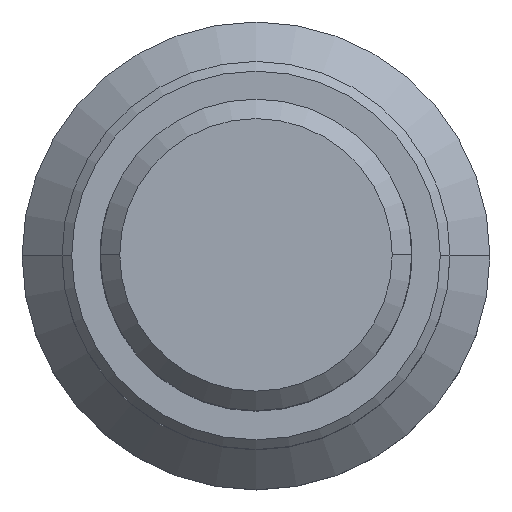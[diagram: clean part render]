
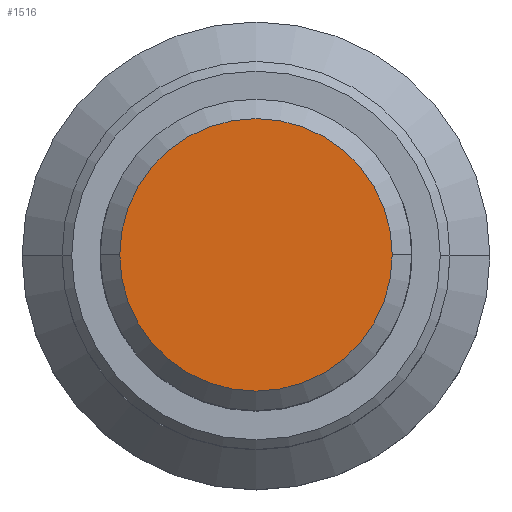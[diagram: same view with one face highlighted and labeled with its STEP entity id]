
A CAD part, top view. The second image highlights one B-rep face of the part: STEP entity #1516.
In plain terms, the highlighted planar face has unit normal (0, 0, 1).
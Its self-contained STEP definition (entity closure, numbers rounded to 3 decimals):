
#13 = AXIS2_PLACEMENT_3D ( 'NONE', #1090, #500, #541 ) ;
#15 = DIRECTION ( 'NONE',  ( 0., 0., 1. ) ) ;
#152 = DIRECTION ( 'NONE',  ( 1., 0., 0. ) ) ;
#250 = VERTEX_POINT ( 'NONE', #812 ) ;
#307 = EDGE_LOOP ( 'NONE', ( #1832, #1656 ) ) ;
#356 = DIRECTION ( 'NONE',  ( 0., 0., 1. ) ) ;
#412 = AXIS2_PLACEMENT_3D ( 'NONE', #1823, #356, #2139 ) ;
#500 = DIRECTION ( 'NONE',  ( 0., 0., 1. ) ) ;
#541 = DIRECTION ( 'NONE',  ( 1., 0., 0. ) ) ;
#718 = FACE_OUTER_BOUND ( 'NONE', #307, .T. ) ;
#812 = CARTESIAN_POINT ( 'NONE',  ( 3.495, 0., 0.1 ) ) ;
#901 = EDGE_CURVE ( 'NONE', #250, #1136, #977, .T. ) ;
#977 = CIRCLE ( 'NONE', #2275, 3.495 ) ;
#1090 = CARTESIAN_POINT ( 'NONE',  ( 3.995, 0., 0.1 ) ) ;
#1136 = VERTEX_POINT ( 'NONE', #2169 ) ;
#1193 = CARTESIAN_POINT ( 'NONE',  ( 0., 0., 0.1 ) ) ;
#1393 = PLANE ( 'NONE',  #13 ) ;
#1516 = ADVANCED_FACE ( 'NONE', ( #718 ), #1393, .T. ) ;
#1624 = EDGE_CURVE ( 'NONE', #1136, #250, #1880, .T. ) ;
#1656 = ORIENTED_EDGE ( 'NONE', *, *, #901, .T. ) ;
#1823 = CARTESIAN_POINT ( 'NONE',  ( 0., 0., 0.1 ) ) ;
#1832 = ORIENTED_EDGE ( 'NONE', *, *, #1624, .T. ) ;
#1880 = CIRCLE ( 'NONE', #412, 3.495 ) ;
#2139 = DIRECTION ( 'NONE',  ( 1., 0., 0. ) ) ;
#2169 = CARTESIAN_POINT ( 'NONE',  ( -3.495, 0., 0.1 ) ) ;
#2275 = AXIS2_PLACEMENT_3D ( 'NONE', #1193, #15, #152 ) ;
